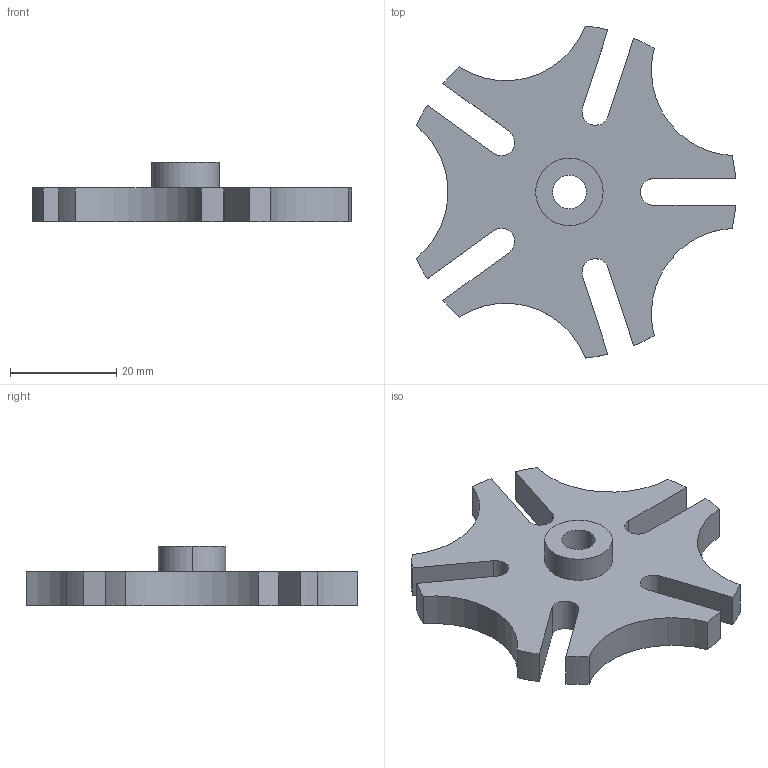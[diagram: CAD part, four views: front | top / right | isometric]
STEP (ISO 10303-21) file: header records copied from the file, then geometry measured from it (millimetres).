
FILE_DESCRIPTION (( 'STEP AP214' ), '1' );
FILE_NAME ('Geneva.step', '2023-06-15T00:37:13', ( '' ), ( '' ), 'SwSTEP 2.0', 'SolidWorks 2022', '' );
FILE_SCHEMA (( 'AUTOMOTIVE_DESIGN' ));
Length unit declared in the file: inch
Products named in the file (1): Geneva
Bounding box: 60.06 x 62.46 x 11.18 mm (x, y, z)
Volume: 12421.6 mm3; surface area: 6597.3 mm2
Topology: 1 solids, 1 shells, 42 faces, 117 edges, 78 vertices
Faces by surface type: cylinder 29, plane 13
Entity records: 1423 total; most frequent: DIRECTION 261, CARTESIAN_POINT 238, ORIENTED_EDGE 234, EDGE_CURVE 117, AXIS2_PLACEMENT_3D 101, VERTEX_POINT 78, LINE 59, VECTOR 59
